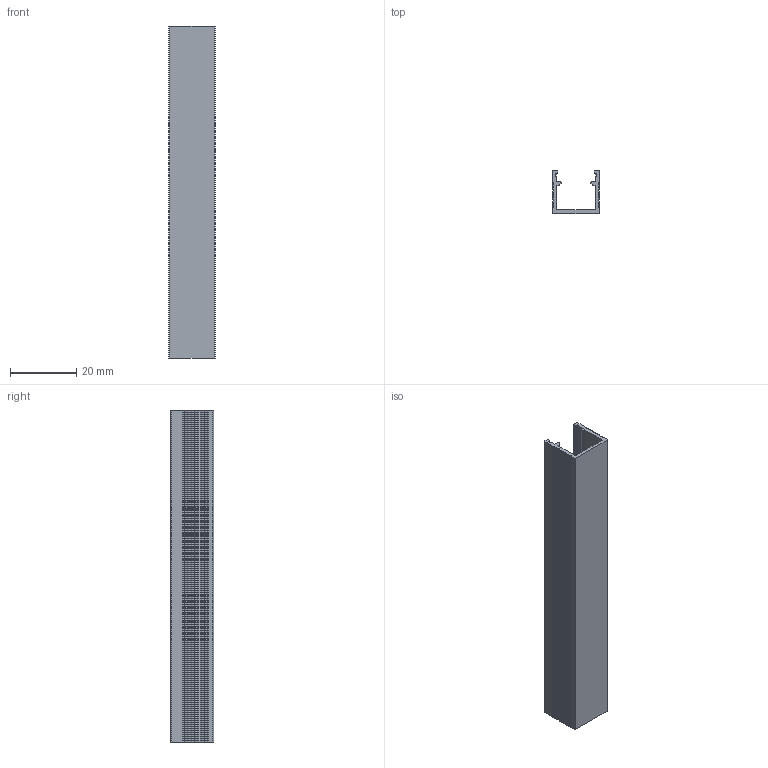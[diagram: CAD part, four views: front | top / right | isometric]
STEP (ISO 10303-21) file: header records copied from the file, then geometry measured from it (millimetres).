
FILE_DESCRIPTION (( 'STEP AP203' ), '1' );
FILE_NAME ('Line-Xcen.STEP', '2019-06-23T14:55:03', ( 'dk' ), ( 'Hewlett-Packard Company' ), 'SwSTEP 2.0', 'SolidWorks 2018', '' );
FILE_SCHEMA (( 'CONFIG_CONTROL_DESIGN' ));
Length unit declared in the file: millimetre
Products named in the file (1): Line-Xcen
Bounding box: 14 x 13 x 100 mm (x, y, z)
Volume: 4343.8 mm3; surface area: 8768.7 mm2
Topology: 1 solids, 1 shells, 115 faces, 339 edges, 226 vertices
Faces by surface type: cylinder 73, plane 42
Entity records: 3976 total; most frequent: DIRECTION 717, CARTESIAN_POINT 681, ORIENTED_EDGE 678, EDGE_CURVE 339, AXIS2_PLACEMENT_3D 262, VERTEX_POINT 226, VECTOR 193, LINE 193
